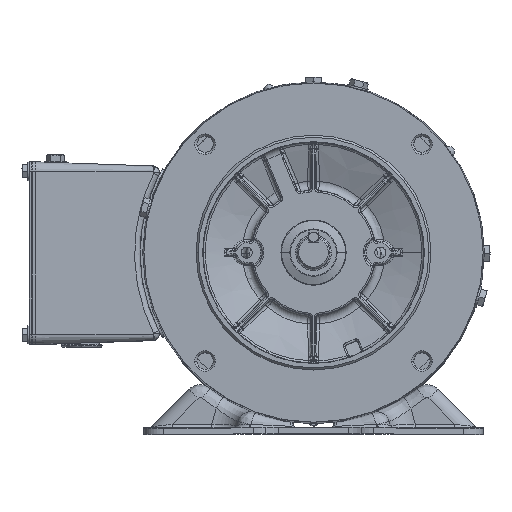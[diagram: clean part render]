
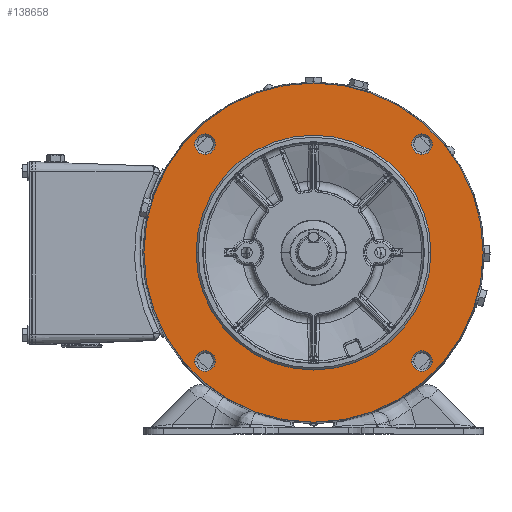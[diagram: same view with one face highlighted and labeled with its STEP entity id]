
A CAD part, top view. The second image highlights one B-rep face of the part: STEP entity #138658.
In plain terms, the highlighted face is planar.
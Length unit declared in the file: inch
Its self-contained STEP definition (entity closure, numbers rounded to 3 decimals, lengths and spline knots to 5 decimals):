
#369 = EDGE_CURVE ( 'NONE', #150449, #62083, #99060, .T. ) ;
#870 = CARTESIAN_POINT ( 'NONE',  ( 0., -2.25, -1.19255 ) ) ;
#1902 = EDGE_LOOP ( 'NONE', ( #137103, #199815 ) ) ;
#6396 = CIRCLE ( 'NONE', #89502, 0.197 ) ;
#8753 = DIRECTION ( 'NONE',  ( 0., 1., 0. ) ) ;
#10598 = CARTESIAN_POINT ( 'NONE',  ( 0., 0., -1.19255 ) ) ;
#11765 = DIRECTION ( 'NONE',  ( 0., 0., -1. ) ) ;
#13606 = DIRECTION ( 'NONE',  ( -1., 0., 0. ) ) ;
#14842 = DIRECTION ( 'NONE',  ( 0., 0., 1. ) ) ;
#14857 = VERTEX_POINT ( 'NONE', #870 ) ;
#15935 = EDGE_CURVE ( 'NONE', #30525, #77340, #118226, .T. ) ;
#19434 = CARTESIAN_POINT ( 'NONE',  ( 2.07713, 1.88013, -1.19255 ) ) ;
#19508 = EDGE_CURVE ( 'NONE', #116176, #207759, #184187, .T. ) ;
#23254 = VERTEX_POINT ( 'NONE', #110083 ) ;
#27006 = FACE_BOUND ( 'NONE', #1902, .T. ) ;
#30315 = DIRECTION ( 'NONE',  ( -1., 0., 0. ) ) ;
#30525 = VERTEX_POINT ( 'NONE', #189496 ) ;
#31321 = CARTESIAN_POINT ( 'NONE',  ( 2.27413, -2.07713, -1.19255 ) ) ;
#33101 = DIRECTION ( 'NONE',  ( 0., 0., 1. ) ) ;
#33372 = ORIENTED_EDGE ( 'NONE', *, *, #81446, .F. ) ;
#35197 = FACE_BOUND ( 'NONE', #83002, .T. ) ;
#36985 = DIRECTION ( 'NONE',  ( 0., -1., 0. ) ) ;
#39613 = CARTESIAN_POINT ( 'NONE',  ( 3.25028, 0., -1.19255 ) ) ;
#40790 = DIRECTION ( 'NONE',  ( 0., 1., 0. ) ) ;
#41027 = CIRCLE ( 'NONE', #197326, 0.197 ) ;
#43103 = CARTESIAN_POINT ( 'NONE',  ( 2.07713, -2.07713, -1.19255 ) ) ;
#44279 = CIRCLE ( 'NONE', #105931, 0.197 ) ;
#46340 = EDGE_CURVE ( 'NONE', #23254, #14857, #176635, .T. ) ;
#52909 = CIRCLE ( 'NONE', #58740, 3.25028 ) ;
#57479 = FACE_BOUND ( 'NONE', #211422, .T. ) ;
#57637 = AXIS2_PLACEMENT_3D ( 'NONE', #106167, #140973, #36985 ) ;
#58740 = AXIS2_PLACEMENT_3D ( 'NONE', #121280, #14842, #103402 ) ;
#60312 = EDGE_LOOP ( 'NONE', ( #33372, #103691 ) ) ;
#61312 = AXIS2_PLACEMENT_3D ( 'NONE', #130641, #147682, #8753 ) ;
#62083 = VERTEX_POINT ( 'NONE', #170531 ) ;
#64132 = CIRCLE ( 'NONE', #80742, 2.25 ) ;
#66460 = EDGE_CURVE ( 'NONE', #137648, #172764, #6396, .T. ) ;
#66673 = EDGE_LOOP ( 'NONE', ( #144012, #125436 ) ) ;
#66934 = DIRECTION ( 'NONE',  ( 0., 0., -1. ) ) ;
#67195 = DIRECTION ( 'NONE',  ( 1., 0., 0. ) ) ;
#67734 = CARTESIAN_POINT ( 'NONE',  ( 0., 0., -1.19255 ) ) ;
#67858 = ORIENTED_EDGE ( 'NONE', *, *, #197235, .F. ) ;
#67962 = DIRECTION ( 'NONE',  ( 0., 0., 1. ) ) ;
#70036 = DIRECTION ( 'NONE',  ( 0., 1., 0. ) ) ;
#77340 = VERTEX_POINT ( 'NONE', #39613 ) ;
#77990 = DIRECTION ( 'NONE',  ( 0., 0., -1. ) ) ;
#80742 = AXIS2_PLACEMENT_3D ( 'NONE', #67734, #11765, #120520 ) ;
#81446 = EDGE_CURVE ( 'NONE', #211604, #152316, #220392, .T. ) ;
#82046 = PLANE ( 'NONE',  #228984 ) ;
#83002 = EDGE_LOOP ( 'NONE', ( #146502, #114558 ) ) ;
#89502 = AXIS2_PLACEMENT_3D ( 'NONE', #155204, #224847, #30315 ) ;
#94851 = EDGE_CURVE ( 'NONE', #172764, #137648, #41027, .T. ) ;
#96280 = DIRECTION ( 'NONE',  ( 0., 1., 0. ) ) ;
#99060 = CIRCLE ( 'NONE', #117947, 0.197 ) ;
#103357 = CARTESIAN_POINT ( 'NONE',  ( -2.07713, -2.07713, -1.19255 ) ) ;
#103402 = DIRECTION ( 'NONE',  ( 1., 0., 0. ) ) ;
#103691 = ORIENTED_EDGE ( 'NONE', *, *, #225199, .F. ) ;
#103692 = AXIS2_PLACEMENT_3D ( 'NONE', #104399, #67962, #67195 ) ;
#104399 = CARTESIAN_POINT ( 'NONE',  ( 0., 0., -1.19255 ) ) ;
#105931 = AXIS2_PLACEMENT_3D ( 'NONE', #139273, #174945, #13606 ) ;
#106167 = CARTESIAN_POINT ( 'NONE',  ( 0., 0., -1.19255 ) ) ;
#107653 = CARTESIAN_POINT ( 'NONE',  ( 1.88013, -2.07713, -1.19255 ) ) ;
#110083 = CARTESIAN_POINT ( 'NONE',  ( 0., 2.25, -1.19255 ) ) ;
#113296 = EDGE_CURVE ( 'NONE', #62083, #150449, #164294, .T. ) ;
#113384 = CIRCLE ( 'NONE', #222563, 0.197 ) ;
#114558 = ORIENTED_EDGE ( 'NONE', *, *, #19508, .F. ) ;
#116176 = VERTEX_POINT ( 'NONE', #117547 ) ;
#117547 = CARTESIAN_POINT ( 'NONE',  ( -2.07713, 1.88013, -1.19255 ) ) ;
#117947 = AXIS2_PLACEMENT_3D ( 'NONE', #228079, #194736, #70036 ) ;
#118226 = CIRCLE ( 'NONE', #103692, 3.25028 ) ;
#118617 = CARTESIAN_POINT ( 'NONE',  ( -2.07713, 2.27413, -1.19255 ) ) ;
#120520 = DIRECTION ( 'NONE',  ( 0., -1., 0. ) ) ;
#120836 = DIRECTION ( 'NONE',  ( 0., -1., 0. ) ) ;
#121280 = CARTESIAN_POINT ( 'NONE',  ( 0., 0., -1.19255 ) ) ;
#125436 = ORIENTED_EDGE ( 'NONE', *, *, #94851, .F. ) ;
#127545 = ORIENTED_EDGE ( 'NONE', *, *, #134873, .F. ) ;
#130379 = DIRECTION ( 'NONE',  ( 0., 0., -1. ) ) ;
#130641 = CARTESIAN_POINT ( 'NONE',  ( 2.07713, 2.07713, -1.19255 ) ) ;
#134873 = EDGE_CURVE ( 'NONE', #14857, #23254, #64132, .T. ) ;
#137103 = ORIENTED_EDGE ( 'NONE', *, *, #113296, .F. ) ;
#137648 = VERTEX_POINT ( 'NONE', #173491 ) ;
#138658 = ADVANCED_FACE ( 'NONE', ( #229318, #57479, #35197, #193397, #182220, #27006 ), #82046, .F. ) ;
#139273 = CARTESIAN_POINT ( 'NONE',  ( 2.07713, -2.07713, -1.19255 ) ) ;
#140973 = DIRECTION ( 'NONE',  ( 0., 0., -1. ) ) ;
#144012 = ORIENTED_EDGE ( 'NONE', *, *, #66460, .F. ) ;
#146502 = ORIENTED_EDGE ( 'NONE', *, *, #229417, .F. ) ;
#147003 = CARTESIAN_POINT ( 'NONE',  ( -2.07713, 2.07713, -1.19255 ) ) ;
#147682 = DIRECTION ( 'NONE',  ( 0., 0., -1. ) ) ;
#150449 = VERTEX_POINT ( 'NONE', #19434 ) ;
#152316 = VERTEX_POINT ( 'NONE', #31321 ) ;
#154572 = DIRECTION ( 'NONE',  ( -1., 0., 0. ) ) ;
#155204 = CARTESIAN_POINT ( 'NONE',  ( -2.07713, -2.07713, -1.19255 ) ) ;
#157475 = ORIENTED_EDGE ( 'NONE', *, *, #15935, .F. ) ;
#164294 = CIRCLE ( 'NONE', #61312, 0.197 ) ;
#167927 = DIRECTION ( 'NONE',  ( 0., 0., -1. ) ) ;
#170531 = CARTESIAN_POINT ( 'NONE',  ( 2.07713, 2.27413, -1.19255 ) ) ;
#172764 = VERTEX_POINT ( 'NONE', #199831 ) ;
#173491 = CARTESIAN_POINT ( 'NONE',  ( -2.27413, -2.07713, -1.19255 ) ) ;
#174945 = DIRECTION ( 'NONE',  ( 0., 0., -1. ) ) ;
#176635 = CIRCLE ( 'NONE', #57637, 2.25 ) ;
#182220 = FACE_BOUND ( 'NONE', #60312, .T. ) ;
#183043 = CARTESIAN_POINT ( 'NONE',  ( -2.07713, 2.07713, -1.19255 ) ) ;
#184187 = CIRCLE ( 'NONE', #221742, 0.197 ) ;
#189496 = CARTESIAN_POINT ( 'NONE',  ( -3.25028, 0., -1.19255 ) ) ;
#193397 = FACE_BOUND ( 'NONE', #66673, .T. ) ;
#194736 = DIRECTION ( 'NONE',  ( 0., 0., -1. ) ) ;
#197235 = EDGE_CURVE ( 'NONE', #77340, #30525, #52909, .T. ) ;
#197326 = AXIS2_PLACEMENT_3D ( 'NONE', #103357, #66934, #154572 ) ;
#198189 = AXIS2_PLACEMENT_3D ( 'NONE', #43103, #77990, #202020 ) ;
#199815 = ORIENTED_EDGE ( 'NONE', *, *, #369, .F. ) ;
#199831 = CARTESIAN_POINT ( 'NONE',  ( -1.88013, -2.07713, -1.19255 ) ) ;
#202020 = DIRECTION ( 'NONE',  ( -1., 0., 0. ) ) ;
#207759 = VERTEX_POINT ( 'NONE', #118617 ) ;
#211422 = EDGE_LOOP ( 'NONE', ( #127545, #213641 ) ) ;
#211604 = VERTEX_POINT ( 'NONE', #107653 ) ;
#213641 = ORIENTED_EDGE ( 'NONE', *, *, #46340, .F. ) ;
#217878 = EDGE_LOOP ( 'NONE', ( #67858, #157475 ) ) ;
#220392 = CIRCLE ( 'NONE', #198189, 0.197 ) ;
#221742 = AXIS2_PLACEMENT_3D ( 'NONE', #147003, #167927, #40790 ) ;
#222563 = AXIS2_PLACEMENT_3D ( 'NONE', #183043, #130379, #96280 ) ;
#224847 = DIRECTION ( 'NONE',  ( 0., 0., -1. ) ) ;
#225199 = EDGE_CURVE ( 'NONE', #152316, #211604, #44279, .T. ) ;
#228079 = CARTESIAN_POINT ( 'NONE',  ( 2.07713, 2.07713, -1.19255 ) ) ;
#228984 = AXIS2_PLACEMENT_3D ( 'NONE', #10598, #33101, #120836 ) ;
#229318 = FACE_OUTER_BOUND ( 'NONE', #217878, .T. ) ;
#229417 = EDGE_CURVE ( 'NONE', #207759, #116176, #113384, .T. ) ;
